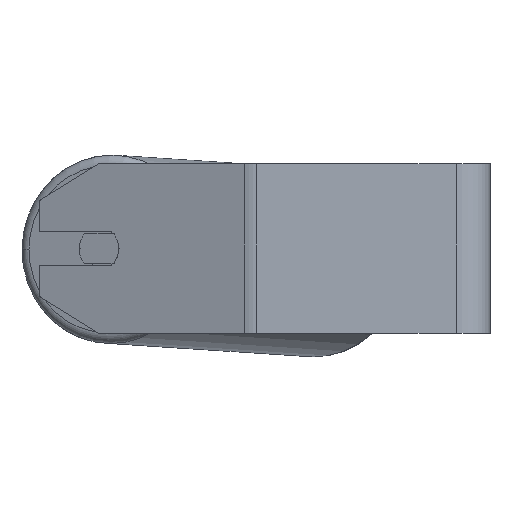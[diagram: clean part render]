
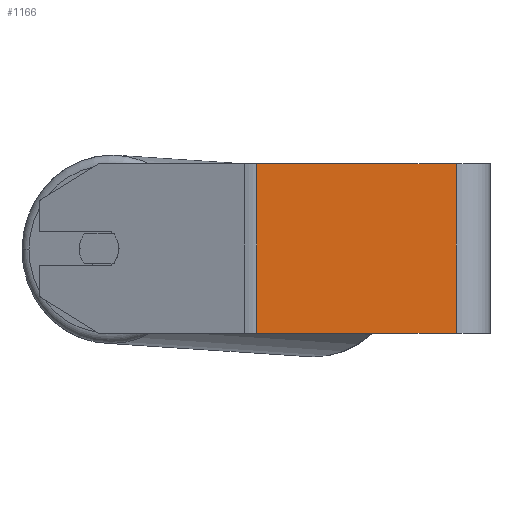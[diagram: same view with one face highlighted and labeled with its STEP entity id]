
A CAD part, left-side view. The second image highlights one B-rep face of the part: STEP entity #1166.
In plain terms, the highlighted planar face has unit normal (-1, 0, 0).
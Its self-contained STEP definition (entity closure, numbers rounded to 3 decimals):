
#206 = CARTESIAN_POINT ( 'NONE',  ( -330., 16., -40. ) ) ;
#398 = DIRECTION ( 'NONE',  ( 0., 0., -1. ) ) ;
#612 = DIRECTION ( 'NONE',  ( 0., 0., -1. ) ) ;
#666 = DIRECTION ( 'NONE',  ( 0., -1., 0. ) ) ;
#827 = EDGE_CURVE ( 'NONE', #4874, #857, #6661, .T. ) ;
#857 = VERTEX_POINT ( 'NONE', #206 ) ;
#935 = VERTEX_POINT ( 'NONE', #5751 ) ;
#999 = DIRECTION ( 'NONE',  ( 0., -1., 0. ) ) ;
#1166 = ADVANCED_FACE ( 'NONE', ( #2698 ), #4866, .F. ) ;
#1210 = DIRECTION ( 'NONE',  ( 0., 0., -1. ) ) ;
#1348 = LINE ( 'NONE', #3004, #4809 ) ;
#1387 = ORIENTED_EDGE ( 'NONE', *, *, #2678, .F. ) ;
#1554 = CARTESIAN_POINT ( 'NONE',  ( -330., 110.185, -40. ) ) ;
#1602 = VECTOR ( 'NONE', #666, 1000. ) ;
#2049 = CARTESIAN_POINT ( 'NONE',  ( -330., 113.006, 40. ) ) ;
#2156 = CARTESIAN_POINT ( 'NONE',  ( -330., 113.006, 40. ) ) ;
#2473 = ORIENTED_EDGE ( 'NONE', *, *, #827, .T. ) ;
#2678 = EDGE_CURVE ( 'NONE', #935, #857, #3286, .T. ) ;
#2698 = FACE_OUTER_BOUND ( 'NONE', #6901, .T. ) ;
#2733 = AXIS2_PLACEMENT_3D ( 'NONE', #2156, #6717, #1210 ) ;
#3004 = CARTESIAN_POINT ( 'NONE',  ( -330., 110.185, 40. ) ) ;
#3141 = CARTESIAN_POINT ( 'NONE',  ( -330., 16., 40. ) ) ;
#3286 = LINE ( 'NONE', #3141, #6615 ) ;
#3288 = LINE ( 'NONE', #2049, #3668 ) ;
#3339 = EDGE_CURVE ( 'NONE', #3399, #935, #3288, .T. ) ;
#3376 = CARTESIAN_POINT ( 'NONE',  ( -330., 113.006, -40. ) ) ;
#3399 = VERTEX_POINT ( 'NONE', #5960 ) ;
#3416 = ORIENTED_EDGE ( 'NONE', *, *, #3339, .F. ) ;
#3625 = ORIENTED_EDGE ( 'NONE', *, *, #4752, .T. ) ;
#3668 = VECTOR ( 'NONE', #999, 1000. ) ;
#4752 = EDGE_CURVE ( 'NONE', #3399, #4874, #1348, .T. ) ;
#4809 = VECTOR ( 'NONE', #398, 1000. ) ;
#4866 = PLANE ( 'NONE',  #2733 ) ;
#4874 = VERTEX_POINT ( 'NONE', #1554 ) ;
#5751 = CARTESIAN_POINT ( 'NONE',  ( -330., 16., 40. ) ) ;
#5960 = CARTESIAN_POINT ( 'NONE',  ( -330., 110.185, 40. ) ) ;
#6615 = VECTOR ( 'NONE', #612, 1000. ) ;
#6661 = LINE ( 'NONE', #3376, #1602 ) ;
#6717 = DIRECTION ( 'NONE',  ( 1., 0., 0. ) ) ;
#6901 = EDGE_LOOP ( 'NONE', ( #2473, #1387, #3416, #3625 ) ) ;
